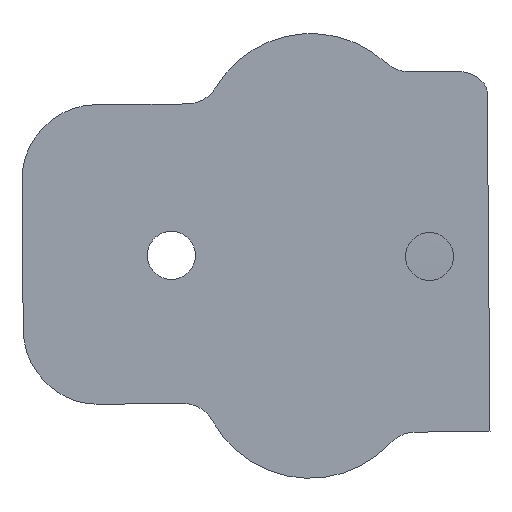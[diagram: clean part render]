
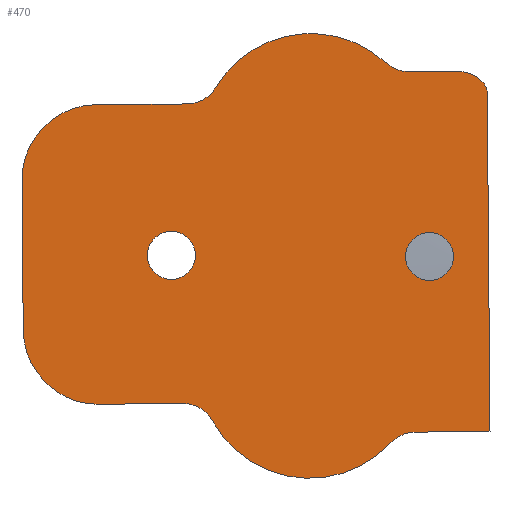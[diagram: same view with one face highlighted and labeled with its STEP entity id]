
A CAD part, front view. The second image highlights one B-rep face of the part: STEP entity #470.
In plain terms, the highlighted planar face has unit normal (0, -1, 0).
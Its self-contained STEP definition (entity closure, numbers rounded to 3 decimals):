
#19=FACE_BOUND('',#142,.T.);
#20=FACE_BOUND('',#143,.T.);
#31=LINE('',#777,#69);
#33=LINE('',#787,#71);
#34=LINE('',#795,#72);
#35=LINE('',#799,#73);
#36=LINE('',#803,#74);
#37=LINE('',#807,#75);
#38=LINE('',#811,#76);
#39=LINE('',#818,#77);
#69=VECTOR('',#617,10.);
#71=VECTOR('',#629,10.);
#72=VECTOR('',#636,10.);
#73=VECTOR('',#639,10.);
#74=VECTOR('',#642,10.);
#75=VECTOR('',#645,10.);
#76=VECTOR('',#648,10.);
#77=VECTOR('',#655,10.);
#100=PLANE('',#529);
#113=FACE_OUTER_BOUND('',#141,.T.);
#141=EDGE_LOOP('',(#349,#350,#351,#352,#353,#354,#355,#356,#357,#358,#359,
#360,#361,#362,#363,#364,#365,#366,#367));
#142=EDGE_LOOP('',(#368));
#143=EDGE_LOOP('',(#369));
#169=ELLIPSE('',#530,2.828,2.);
#184=CIRCLE('',#531,3.);
#185=CIRCLE('',#532,10.);
#186=CIRCLE('',#533,3.);
#187=CIRCLE('',#534,6.5);
#188=CIRCLE('',#535,6.5);
#189=CIRCLE('',#536,6.5);
#190=CIRCLE('',#537,6.5);
#191=CIRCLE('',#538,3.);
#192=CIRCLE('',#539,10.);
#193=CIRCLE('',#540,3.);
#194=CIRCLE('',#541,2.167);
#195=CIRCLE('',#542,2.167);
#220=VERTEX_POINT('',#774);
#221=VERTEX_POINT('',#776);
#223=VERTEX_POINT('',#784);
#224=VERTEX_POINT('',#786);
#225=VERTEX_POINT('',#788);
#226=VERTEX_POINT('',#790);
#227=VERTEX_POINT('',#792);
#228=VERTEX_POINT('',#794);
#229=VERTEX_POINT('',#796);
#230=VERTEX_POINT('',#798);
#231=VERTEX_POINT('',#800);
#232=VERTEX_POINT('',#802);
#233=VERTEX_POINT('',#804);
#234=VERTEX_POINT('',#806);
#235=VERTEX_POINT('',#808);
#236=VERTEX_POINT('',#810);
#237=VERTEX_POINT('',#812);
#238=VERTEX_POINT('',#814);
#239=VERTEX_POINT('',#816);
#240=VERTEX_POINT('',#819);
#241=VERTEX_POINT('',#821);
#269=EDGE_CURVE('',#221,#220,#31,.T.);
#273=EDGE_CURVE('',#223,#220,#169,.T.);
#274=EDGE_CURVE('',#223,#224,#33,.T.);
#275=EDGE_CURVE('',#225,#224,#184,.T.);
#276=EDGE_CURVE('',#225,#226,#185,.T.);
#277=EDGE_CURVE('',#227,#226,#186,.T.);
#278=EDGE_CURVE('',#227,#228,#34,.T.);
#279=EDGE_CURVE('',#229,#228,#187,.T.);
#280=EDGE_CURVE('',#230,#229,#35,.T.);
#281=EDGE_CURVE('',#231,#230,#188,.T.);
#282=EDGE_CURVE('',#231,#232,#36,.T.);
#283=EDGE_CURVE('',#233,#232,#189,.T.);
#284=EDGE_CURVE('',#234,#233,#37,.T.);
#285=EDGE_CURVE('',#235,#234,#190,.T.);
#286=EDGE_CURVE('',#235,#236,#38,.T.);
#287=EDGE_CURVE('',#237,#236,#191,.T.);
#288=EDGE_CURVE('',#237,#238,#192,.T.);
#289=EDGE_CURVE('',#239,#238,#193,.T.);
#290=EDGE_CURVE('',#239,#221,#39,.T.);
#291=EDGE_CURVE('',#240,#240,#194,.T.);
#292=EDGE_CURVE('',#241,#241,#195,.T.);
#349=ORIENTED_EDGE('',*,*,#273,.F.);
#350=ORIENTED_EDGE('',*,*,#274,.T.);
#351=ORIENTED_EDGE('',*,*,#275,.F.);
#352=ORIENTED_EDGE('',*,*,#276,.T.);
#353=ORIENTED_EDGE('',*,*,#277,.F.);
#354=ORIENTED_EDGE('',*,*,#278,.T.);
#355=ORIENTED_EDGE('',*,*,#279,.F.);
#356=ORIENTED_EDGE('',*,*,#280,.F.);
#357=ORIENTED_EDGE('',*,*,#281,.F.);
#358=ORIENTED_EDGE('',*,*,#282,.T.);
#359=ORIENTED_EDGE('',*,*,#283,.F.);
#360=ORIENTED_EDGE('',*,*,#284,.F.);
#361=ORIENTED_EDGE('',*,*,#285,.F.);
#362=ORIENTED_EDGE('',*,*,#286,.T.);
#363=ORIENTED_EDGE('',*,*,#287,.F.);
#364=ORIENTED_EDGE('',*,*,#288,.T.);
#365=ORIENTED_EDGE('',*,*,#289,.F.);
#366=ORIENTED_EDGE('',*,*,#290,.T.);
#367=ORIENTED_EDGE('',*,*,#269,.T.);
#368=ORIENTED_EDGE('',*,*,#291,.T.);
#369=ORIENTED_EDGE('',*,*,#292,.T.);
#470=ADVANCED_FACE('',(#113,#19,#20),#100,.F.);
#529=AXIS2_PLACEMENT_3D('',#783,#625,#626);
#530=AXIS2_PLACEMENT_3D('',#785,#627,#628);
#531=AXIS2_PLACEMENT_3D('',#789,#630,#631);
#532=AXIS2_PLACEMENT_3D('',#791,#632,#633);
#533=AXIS2_PLACEMENT_3D('',#793,#634,#635);
#534=AXIS2_PLACEMENT_3D('',#797,#637,#638);
#535=AXIS2_PLACEMENT_3D('',#801,#640,#641);
#536=AXIS2_PLACEMENT_3D('',#805,#643,#644);
#537=AXIS2_PLACEMENT_3D('',#809,#646,#647);
#538=AXIS2_PLACEMENT_3D('',#813,#649,#650);
#539=AXIS2_PLACEMENT_3D('',#815,#651,#652);
#540=AXIS2_PLACEMENT_3D('',#817,#653,#654);
#541=AXIS2_PLACEMENT_3D('',#820,#656,#657);
#542=AXIS2_PLACEMENT_3D('',#822,#658,#659);
#617=DIRECTION('',(-0.008,0.,1.));
#625=DIRECTION('center_axis',(0.,1.,0.));
#626=DIRECTION('ref_axis',(0.008,0.,-1.));
#627=DIRECTION('center_axis',(0.,1.,0.));
#628=DIRECTION('ref_axis',(1.,0.,0.008));
#629=DIRECTION('',(-1.,0.,-0.008));
#630=DIRECTION('center_axis',(0.,-1.,0.));
#631=DIRECTION('ref_axis',(-0.36,0.,-0.933));
#632=DIRECTION('center_axis',(0.,-1.,0.));
#633=DIRECTION('ref_axis',(1.,0.,0.));
#634=DIRECTION('center_axis',(0.,-1.,0.));
#635=DIRECTION('ref_axis',(0.498,0.,-0.867));
#636=DIRECTION('',(-1.,0.,-0.008));
#637=DIRECTION('center_axis',(0.,1.,0.));
#638=DIRECTION('ref_axis',(-0.39,0.,0.921));
#639=DIRECTION('',(0.701,0.,0.713));
#640=DIRECTION('center_axis',(0.,1.,0.));
#641=DIRECTION('ref_axis',(-0.927,0.,0.375));
#642=DIRECTION('',(0.008,0.,-1.));
#643=DIRECTION('center_axis',(0.,1.,0.));
#644=DIRECTION('ref_axis',(-0.921,0.,-0.39));
#645=DIRECTION('',(-0.713,0.,0.701));
#646=DIRECTION('center_axis',(0.,1.,0.));
#647=DIRECTION('ref_axis',(-0.375,0.,-0.927));
#648=DIRECTION('',(1.,0.,0.008));
#649=DIRECTION('center_axis',(0.,-1.,0.));
#650=DIRECTION('ref_axis',(0.506,0.,0.863));
#651=DIRECTION('center_axis',(0.,-1.,0.));
#652=DIRECTION('ref_axis',(1.,0.,0.));
#653=DIRECTION('center_axis',(0.,-1.,0.));
#654=DIRECTION('ref_axis',(-0.404,0.,0.915));
#655=DIRECTION('',(1.,0.,0.008));
#656=DIRECTION('center_axis',(0.,1.,0.));
#657=DIRECTION('ref_axis',(-1.,0.,0.));
#658=DIRECTION('center_axis',(0.,1.,0.));
#659=DIRECTION('ref_axis',(-1.,0.,0.));
#774=CARTESIAN_POINT('',(-109.067,319.218,112.031));
#776=CARTESIAN_POINT('',(-108.82,319.218,81.542));
#777=CARTESIAN_POINT('',(-108.952,319.218,97.787));
#783=CARTESIAN_POINT('Origin',(-129.951,319.218,97.617));
#784=CARTESIAN_POINT('',(-111.912,319.218,114.008));
#785=CARTESIAN_POINT('Origin',(-111.895,319.218,112.008));
#786=CARTESIAN_POINT('',(-116.133,319.218,113.974));
#787=CARTESIAN_POINT('',(-130.083,319.218,113.861));
#788=CARTESIAN_POINT('',(-118.19,319.218,114.768));
#789=CARTESIAN_POINT('Origin',(-116.157,319.218,116.974));
#790=CARTESIAN_POINT('',(-133.559,319.218,112.532));
#791=CARTESIAN_POINT('Origin',(-124.967,319.218,107.414));
#792=CARTESIAN_POINT('',(-136.112,319.218,111.067));
#793=CARTESIAN_POINT('Origin',(-136.136,319.218,114.067));
#794=CARTESIAN_POINT('',(-144.368,319.218,111.));
#795=CARTESIAN_POINT('',(-130.06,319.218,111.116));
#796=CARTESIAN_POINT('',(-148.948,319.218,109.059));
#797=CARTESIAN_POINT('Origin',(-144.315,319.218,104.5));
#798=CARTESIAN_POINT('',(-149.139,319.218,108.865));
#799=CARTESIAN_POINT('',(-147.184,319.218,110.852));
#800=CARTESIAN_POINT('',(-151.005,319.218,104.254));
#801=CARTESIAN_POINT('Origin',(-144.506,319.218,104.306));
#802=CARTESIAN_POINT('',(-150.895,319.218,90.639));
#803=CARTESIAN_POINT('',(-150.95,319.218,97.446));
#804=CARTESIAN_POINT('',(-148.954,319.218,86.058));
#805=CARTESIAN_POINT('Origin',(-144.395,319.218,90.691));
#806=CARTESIAN_POINT('',(-148.76,319.218,85.867));
#807=CARTESIAN_POINT('',(-146.967,319.218,84.103));
#808=CARTESIAN_POINT('',(-144.148,319.218,84.001));
#809=CARTESIAN_POINT('Origin',(-144.201,319.218,90.501));
#810=CARTESIAN_POINT('',(-136.499,319.218,84.063));
#811=CARTESIAN_POINT('',(-129.841,319.218,84.117));
#812=CARTESIAN_POINT('',(-133.845,319.218,82.507));
#813=CARTESIAN_POINT('Origin',(-136.475,319.218,81.063));
#814=CARTESIAN_POINT('',(-117.744,319.218,80.526));
#815=CARTESIAN_POINT('Origin',(-125.081,319.218,87.322));
#816=CARTESIAN_POINT('',(-115.568,319.218,81.488));
#817=CARTESIAN_POINT('Origin',(-115.543,319.218,78.488));
#818=CARTESIAN_POINT('',(-129.819,319.218,81.372));
#819=CARTESIAN_POINT('',(-112.107,319.218,97.313));
#820=CARTESIAN_POINT('Origin',(-114.274,319.218,97.313));
#821=CARTESIAN_POINT('',(-135.375,319.218,97.419));
#822=CARTESIAN_POINT('Origin',(-137.542,319.218,97.419));
